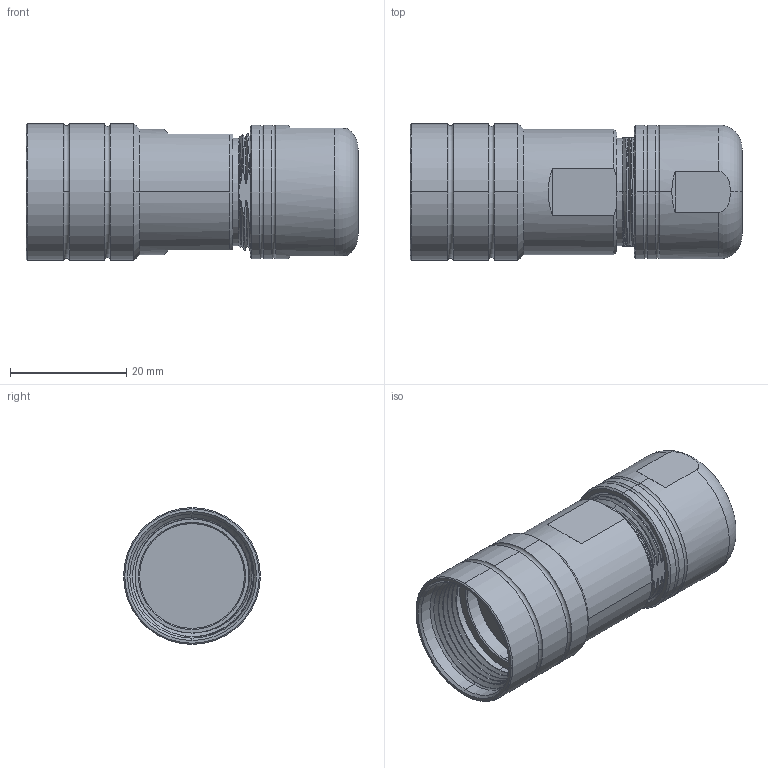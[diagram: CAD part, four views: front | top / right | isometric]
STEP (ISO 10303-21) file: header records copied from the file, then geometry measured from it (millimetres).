
FILE_DESCRIPTION((''),'2;1');
FILE_NAME('RT0L-14CG-S1','2018-07-06T',('Blink.Zhou'),(''),'PRO/ENGINEER BY PARAMETRIC TECHNOLOGY CORPORATION, 2012230','PRO/ENGINEER BY PARAMETRIC TECHNOLOGY CORPORATION, 2012230','');
FILE_SCHEMA(('CONFIG_CONTROL_DESIGN'));
Length unit declared in the file: millimetre
Products named in the file (1): RT0L-14CG-S1
Bounding box: 57 x 23.5 x 23.5 mm (x, y, z)
Volume: 16528 mm3; surface area: 9608.1 mm2
Topology: 1 solids, 1 shells, 390 faces, 1332 edges, 865 vertices
Faces by surface type: plane 151, cylinder 135, cone 49, bspline 41, torus 12, extrusion 2
Entity records: 21281 total; most frequent: CARTESIAN_POINT 10284, ORIENTED_EDGE 2664, DIRECTION 1960, EDGE_CURVE 1332, VERTEX_POINT 865, AXIS2_PLACEMENT_3D 746, B_SPLINE_CURVE_WITH_KNOTS 469, VECTOR 468
